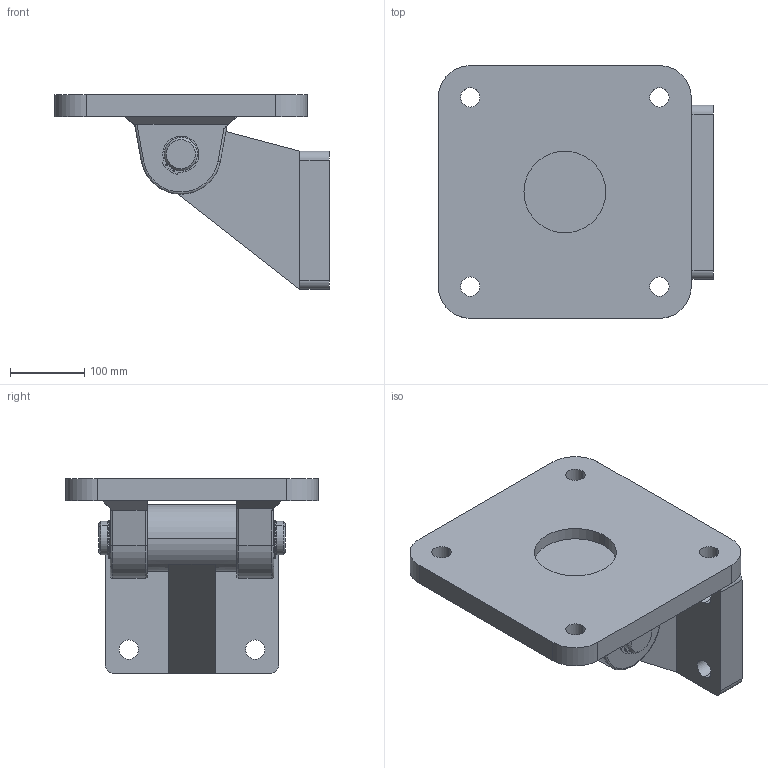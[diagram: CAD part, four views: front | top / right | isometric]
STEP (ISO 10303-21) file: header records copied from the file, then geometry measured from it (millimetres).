
FILE_DESCRIPTION (( 'STEP AP214' ), '1' );
FILE_NAME ('PNS 320 EYB.STEP', '2013-12-16T07:11:38', ( '' ), ( '' ), 'SwSTEP 2.0', 'SolidWorks 2010', '' );
FILE_SCHEMA (( 'AUTOMOTIVE_DESIGN' ));
Length unit declared in the file: millimetre
Products named in the file (5): PNS  320 EB  ; 320  EB  P軲輄Varsay齦an; 45  SEGMAN; 320  YB  ; PNS   320  EYB
Assembly tree (5 placements, depth 2):
  PNS   320  EYB
    320  EB  P軲輄Varsay齦an
    45  SEGMAN  x2
    PNS  320 EB  
    320  YB  
Bounding box: 370 x 340 x 262 mm (x, y, z)
Volume: 8003851.4 mm3; surface area: 613042.4 mm2
Topology: 5 solids, 5 shells, 149 faces, 380 edges, 248 vertices
Faces by surface type: cylinder 87, plane 52, torus 6, cone 4
Entity records: 4116 total; most frequent: DIRECTION 734, CARTESIAN_POINT 687, ORIENTED_EDGE 640, EDGE_CURVE 320, AXIS2_PLACEMENT_3D 287, VERTEX_POINT 208, VECTOR 160, LINE 160
